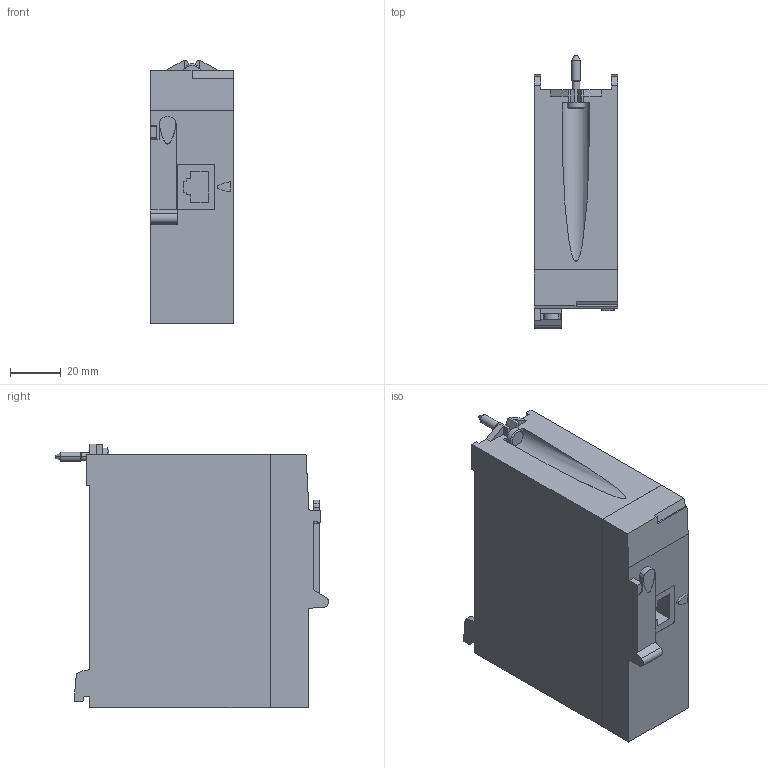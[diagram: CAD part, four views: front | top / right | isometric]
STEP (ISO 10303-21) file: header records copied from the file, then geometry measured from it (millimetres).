
FILE_DESCRIPTION(('starvars output'),'2;1');
FILE_NAME('BMXNOE0100H_3D.stp','12:14:48 2020/04/01',( 'Thomas Industrial Network Germany GmbH'),( 'Thomas Industrial Network Germany GmbH'),'unknown preprocess','ACIS' ,'unknown authorization');
FILE_SCHEMA(('CONFIG_CONTROL_DESIGN {UNKNOWN IMPLEMENTATION LEVEL}'));
Length unit declared in the file: millimetre
Products named in the file (1): PRODUCT_ID_6
Bounding box: 33 x 107.5 x 104 mm (x, y, z)
Volume: 282765.5 mm3; surface area: 32102 mm2
Topology: 1 solids, 1 shells, 128 faces, 344 edges, 224 vertices
Faces by surface type: plane 91, cylinder 31, cone 6
Entity records: 3733 total; most frequent: ORIENTED_EDGE 688, CARTESIAN_POINT 626, DIRECTION 558, EDGE_CURVE 344, VECTOR 246, LINE 246, VERTEX_POINT 224, AXIS2_PLACEMENT_3D 156
